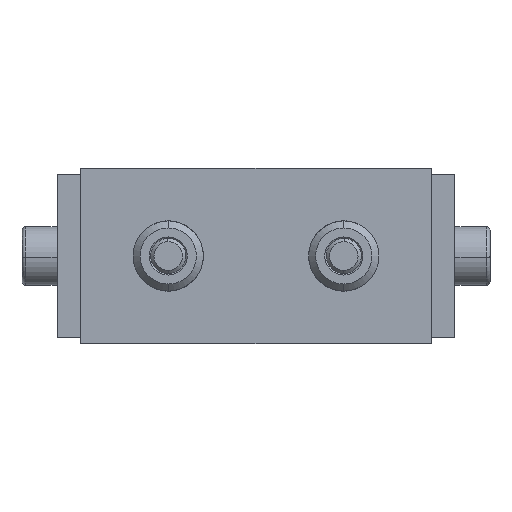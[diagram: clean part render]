
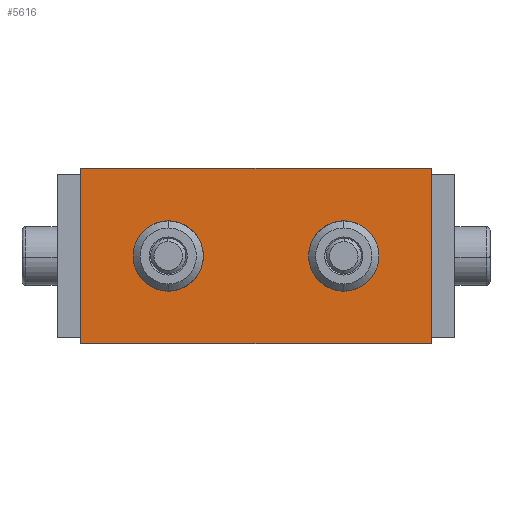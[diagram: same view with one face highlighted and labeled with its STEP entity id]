
A CAD part, front view. The second image highlights one B-rep face of the part: STEP entity #5616.
In plain terms, the highlighted planar face has unit normal (0, -1, 0).
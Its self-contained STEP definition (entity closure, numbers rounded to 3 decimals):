
#83 = CIRCLE ( 'NONE', #6007, 3.075 ) ;
#147 = CARTESIAN_POINT ( 'NONE',  ( 0., -7.65, 45. ) ) ;
#270 = VERTEX_POINT ( 'NONE', #3122 ) ;
#351 = LINE ( 'NONE', #1805, #5162 ) ;
#362 = CARTESIAN_POINT ( 'NONE',  ( 0., -7.65, 18.075 ) ) ;
#366 = VECTOR ( 'NONE', #5793, 1000. ) ;
#385 = CARTESIAN_POINT ( 'NONE',  ( -15., -7.65, 0. ) ) ;
#497 = EDGE_LOOP ( 'NONE', ( #4770, #2478 ) ) ;
#511 = CARTESIAN_POINT ( 'NONE',  ( -15., -7.65, 60. ) ) ;
#663 = AXIS2_PLACEMENT_3D ( 'NONE', #1846, #948, #3054 ) ;
#869 = EDGE_LOOP ( 'NONE', ( #6484, #4407 ) ) ;
#948 = DIRECTION ( 'NONE',  ( 0., 1., 0. ) ) ;
#953 = CARTESIAN_POINT ( 'NONE',  ( 15., -7.65, 60. ) ) ;
#1031 = LINE ( 'NONE', #511, #2714 ) ;
#1181 = EDGE_CURVE ( 'NONE', #6699, #6654, #5034, .T. ) ;
#1208 = DIRECTION ( 'NONE',  ( 0., 0., -1. ) ) ;
#1286 = CIRCLE ( 'NONE', #6773, 3.075 ) ;
#1351 = DIRECTION ( 'NONE',  ( 1., 0., 0. ) ) ;
#1427 = DIRECTION ( 'NONE',  ( 0., -1., 0. ) ) ;
#1436 = PLANE ( 'NONE',  #663 ) ;
#1549 = CARTESIAN_POINT ( 'NONE',  ( 15., -7.65, 0. ) ) ;
#1642 = ORIENTED_EDGE ( 'NONE', *, *, #3796, .T. ) ;
#1658 = VERTEX_POINT ( 'NONE', #362 ) ;
#1722 = DIRECTION ( 'NONE',  ( 0., -1., 0. ) ) ;
#1805 = CARTESIAN_POINT ( 'NONE',  ( -15., -7.65, 0. ) ) ;
#1846 = CARTESIAN_POINT ( 'NONE',  ( -15., -7.65, 60. ) ) ;
#2054 = FACE_BOUND ( 'NONE', #497, .T. ) ;
#2200 = DIRECTION ( 'NONE',  ( 1., 0., 0. ) ) ;
#2429 = EDGE_CURVE ( 'NONE', #5951, #4954, #4226, .T. ) ;
#2478 = ORIENTED_EDGE ( 'NONE', *, *, #6058, .F. ) ;
#2496 = VECTOR ( 'NONE', #6709, 1000. ) ;
#2506 = FACE_BOUND ( 'NONE', #869, .T. ) ;
#2508 = VERTEX_POINT ( 'NONE', #2808 ) ;
#2598 = EDGE_LOOP ( 'NONE', ( #6665, #2866, #3710, #1642 ) ) ;
#2655 = DIRECTION ( 'NONE',  ( 0., -1., 0. ) ) ;
#2714 = VECTOR ( 'NONE', #2200, 1000. ) ;
#2808 = CARTESIAN_POINT ( 'NONE',  ( -15., -7.65, 60. ) ) ;
#2866 = ORIENTED_EDGE ( 'NONE', *, *, #2429, .F. ) ;
#3054 = DIRECTION ( 'NONE',  ( 0., 0., 1. ) ) ;
#3122 = CARTESIAN_POINT ( 'NONE',  ( 0., -7.65, 11.925 ) ) ;
#3365 = DIRECTION ( 'NONE',  ( 0., 0., -1. ) ) ;
#3421 = EDGE_CURVE ( 'NONE', #270, #1658, #1286, .T. ) ;
#3508 = EDGE_CURVE ( 'NONE', #1658, #270, #83, .T. ) ;
#3710 = ORIENTED_EDGE ( 'NONE', *, *, #3975, .F. ) ;
#3796 = EDGE_CURVE ( 'NONE', #2508, #6072, #6186, .T. ) ;
#3821 = CARTESIAN_POINT ( 'NONE',  ( 0., -7.65, 48.075 ) ) ;
#3828 = AXIS2_PLACEMENT_3D ( 'NONE', #147, #1722, #1208 ) ;
#3975 = EDGE_CURVE ( 'NONE', #2508, #5951, #1031, .T. ) ;
#4204 = CIRCLE ( 'NONE', #5829, 3.075 ) ;
#4226 = LINE ( 'NONE', #953, #366 ) ;
#4338 = CARTESIAN_POINT ( 'NONE',  ( 0., -7.65, 41.925 ) ) ;
#4407 = ORIENTED_EDGE ( 'NONE', *, *, #3508, .F. ) ;
#4489 = EDGE_CURVE ( 'NONE', #6072, #4954, #351, .T. ) ;
#4766 = DIRECTION ( 'NONE',  ( 0., 0., -1. ) ) ;
#4770 = ORIENTED_EDGE ( 'NONE', *, *, #1181, .F. ) ;
#4954 = VERTEX_POINT ( 'NONE', #1549 ) ;
#4960 = DIRECTION ( 'NONE',  ( 0., -1., 0. ) ) ;
#5025 = CARTESIAN_POINT ( 'NONE',  ( 0., -7.65, 15. ) ) ;
#5034 = CIRCLE ( 'NONE', #3828, 3.075 ) ;
#5162 = VECTOR ( 'NONE', #1351, 1000. ) ;
#5181 = FACE_OUTER_BOUND ( 'NONE', #2598, .T. ) ;
#5616 = ADVANCED_FACE ( 'NONE', ( #2054, #2506, #5181 ), #1436, .F. ) ;
#5619 = CARTESIAN_POINT ( 'NONE',  ( 0., -7.65, 45. ) ) ;
#5709 = CARTESIAN_POINT ( 'NONE',  ( -15., -7.65, 60. ) ) ;
#5793 = DIRECTION ( 'NONE',  ( 0., 0., -1. ) ) ;
#5829 = AXIS2_PLACEMENT_3D ( 'NONE', #5619, #1427, #6197 ) ;
#5910 = CARTESIAN_POINT ( 'NONE',  ( 0., -7.65, 15. ) ) ;
#5951 = VERTEX_POINT ( 'NONE', #6619 ) ;
#6007 = AXIS2_PLACEMENT_3D ( 'NONE', #5025, #4960, #3365 ) ;
#6058 = EDGE_CURVE ( 'NONE', #6654, #6699, #4204, .T. ) ;
#6072 = VERTEX_POINT ( 'NONE', #385 ) ;
#6186 = LINE ( 'NONE', #5709, #2496 ) ;
#6197 = DIRECTION ( 'NONE',  ( 0., 0., -1. ) ) ;
#6484 = ORIENTED_EDGE ( 'NONE', *, *, #3421, .F. ) ;
#6619 = CARTESIAN_POINT ( 'NONE',  ( 15., -7.65, 60. ) ) ;
#6654 = VERTEX_POINT ( 'NONE', #3821 ) ;
#6665 = ORIENTED_EDGE ( 'NONE', *, *, #4489, .T. ) ;
#6699 = VERTEX_POINT ( 'NONE', #4338 ) ;
#6709 = DIRECTION ( 'NONE',  ( 0., 0., -1. ) ) ;
#6773 = AXIS2_PLACEMENT_3D ( 'NONE', #5910, #2655, #4766 ) ;
